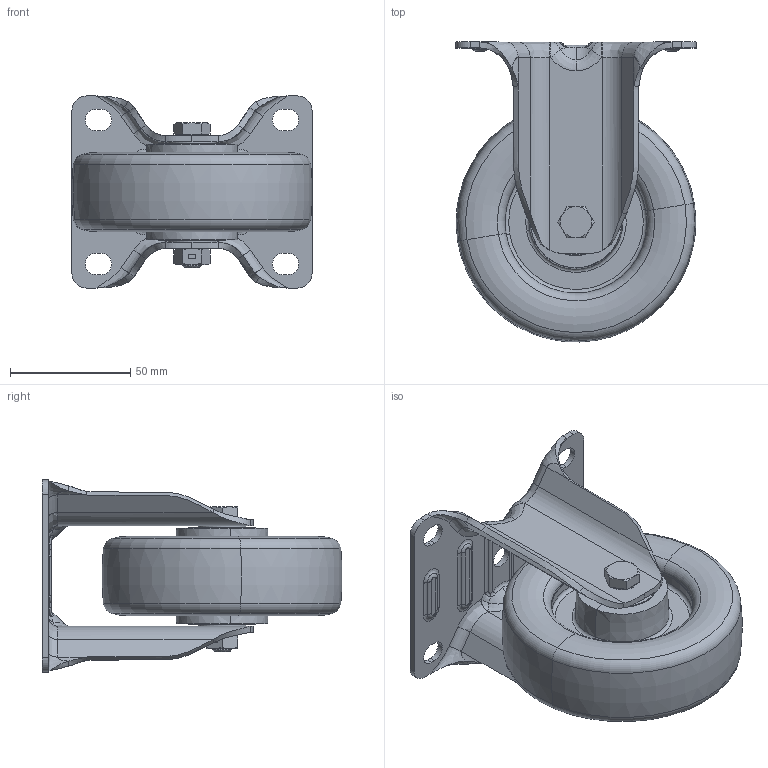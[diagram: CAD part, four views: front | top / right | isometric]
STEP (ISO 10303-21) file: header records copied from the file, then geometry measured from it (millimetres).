
FILE_DESCRIPTION (( 'STEP AP214' ), '1' );
FILE_NAME ('0055937.step', '2023-06-05T11:15:47', ( '' ), ( '' ), 'SwSTEP 2.0', 'SolidWorks 2020', '' );
FILE_SCHEMA (( 'AUTOMOTIVE_DESIGN' ));
Length unit declared in the file: millimetre
Products named in the file (1): 0055937
Bounding box: 100 x 124.92 x 80 mm (x, y, z)
Volume: 253621.8 mm3; surface area: 113127 mm2
Topology: 18 solids, 18 shells, 784 faces, 1906 edges, 1168 vertices
Faces by surface type: plane 186, cylinder 176, torus 168, bspline 138, cone 116
Entity records: 41131 total; most frequent: CARTESIAN_POINT 14433, ORIENTED_EDGE 3796, DIRECTION 3796, EDGE_CURVE 1898, AXIS2_PLACEMENT_3D 1631, VERTEX_POINT 1168, CIRCLE 984, EDGE_LOOP 848
